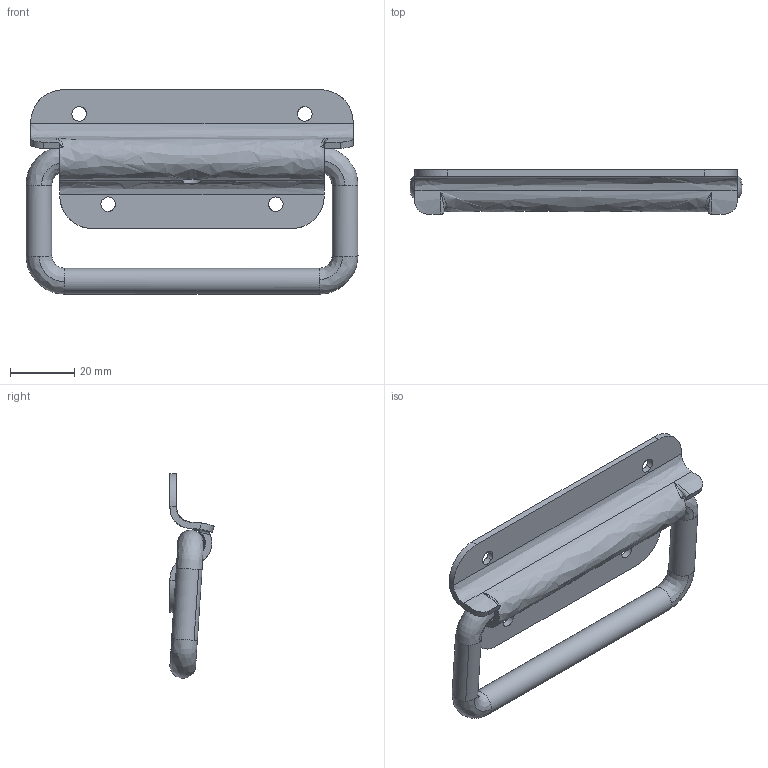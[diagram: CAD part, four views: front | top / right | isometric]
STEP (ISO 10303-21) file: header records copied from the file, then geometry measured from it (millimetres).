
FILE_DESCRIPTION((''),'2;1');
FILE_NAME('','2006-01-17T10:32:42',(''),(''),'','CADfix','');
FILE_SCHEMA(('AUTOMOTIVE_DESIGN'));
Length unit declared in the file: millimetre
Products named in the file (6): screw; nut; spring; grip; base; THA_131A_21386_36
Assembly tree (5 placements, depth 2):
  THA_131A_21386_36
    screw
    nut
    spring
    grip
    base
Bounding box: 102.99 x 13.7 x 63.42 mm (x, y, z)
Volume: 19982.7 mm3; surface area: 16622.2 mm2
Topology: 5 solids, 5 shells, 192 faces, 682 edges, 491 vertices
Faces by surface type: bspline 192
Entity records: 12170 total; most frequent: CARTESIAN_POINT 8163, ORIENTED_EDGE 1350, EDGE_CURVE 675, VERTEX_POINT 492, B_SPLINE_CURVE_WITH_KNOTS 468, EDGE_LOOP 204, QUASI_UNIFORM_CURVE 203, FACE_OUTER_BOUND 192
